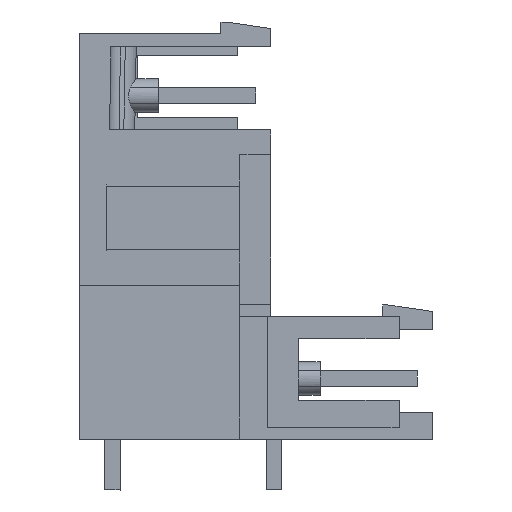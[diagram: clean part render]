
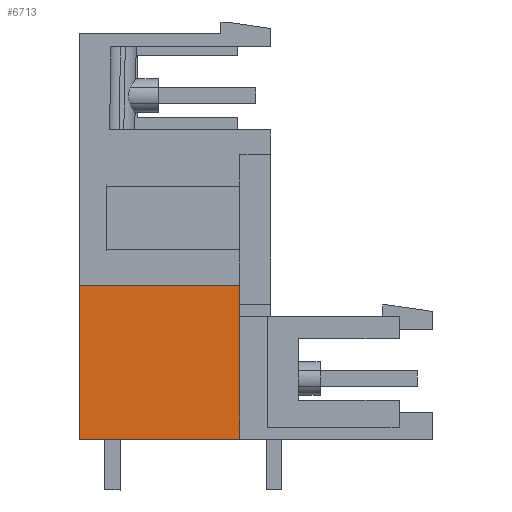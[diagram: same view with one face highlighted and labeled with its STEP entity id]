
A CAD part, left-side view. The second image highlights one B-rep face of the part: STEP entity #6713.
In plain terms, the highlighted planar face has unit normal (-1, 0, 0).
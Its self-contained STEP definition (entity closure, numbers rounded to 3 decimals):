
#6693=AXIS2_PLACEMENT_3D('Plane Axis2P3D',#6690,#6691,#6692) ;
#2929=CARTESIAN_POINT('Vertex',(1.54,12.1,3.2)) ;
#2932=CARTESIAN_POINT('Line Origine',(1.54,17.13,3.2)) ;
#2936=CARTESIAN_POINT('Vertex',(1.54,22.16,3.2)) ;
#6669=CARTESIAN_POINT('Line Origine',(1.54,22.16,8.025)) ;
#6673=CARTESIAN_POINT('Vertex',(1.54,22.16,12.85)) ;
#6690=CARTESIAN_POINT('Axis2P3D Location',(1.54,12.1,3.2)) ;
#6695=CARTESIAN_POINT('Line Origine',(1.54,12.1,8.025)) ;
#6699=CARTESIAN_POINT('Vertex',(1.54,12.1,12.85)) ;
#6702=CARTESIAN_POINT('Line Origine',(1.54,17.13,12.85)) ;
#2933=DIRECTION('Vector Direction',(0.,1.,0.)) ;
#6670=DIRECTION('Vector Direction',(0.,0.,1.)) ;
#6691=DIRECTION('Axis2P3D Direction',(-1.,0.,0.)) ;
#6692=DIRECTION('Axis2P3D XDirection',(0.,0.,1.)) ;
#6696=DIRECTION('Vector Direction',(0.,0.,1.)) ;
#6703=DIRECTION('Vector Direction',(0.,1.,0.)) ;
#2934=VECTOR('Line Direction',#2933,1.) ;
#6671=VECTOR('Line Direction',#6670,1.) ;
#6697=VECTOR('Line Direction',#6696,1.) ;
#6704=VECTOR('Line Direction',#6703,1.) ;
#6708=ORIENTED_EDGE('',*,*,#2938,.F.) ;
#6709=ORIENTED_EDGE('',*,*,#6701,.T.) ;
#6710=ORIENTED_EDGE('',*,*,#6706,.T.) ;
#6711=ORIENTED_EDGE('',*,*,#6675,.F.) ;
#6713=ADVANCED_FACE('HOUSING',(#6712),#6694,.T.) ;
#2938=EDGE_CURVE('',#2930,#2937,#2935,.T.) ;
#6675=EDGE_CURVE('',#2937,#6674,#6672,.T.) ;
#6701=EDGE_CURVE('',#2930,#6700,#6698,.T.) ;
#6706=EDGE_CURVE('',#6700,#6674,#6705,.T.) ;
#6707=EDGE_LOOP('',(#6708,#6709,#6710,#6711)) ;
#6712=FACE_OUTER_BOUND('',#6707,.T.) ;
#2935=LINE('Line',#2932,#2934) ;
#6672=LINE('Line',#6669,#6671) ;
#6698=LINE('Line',#6695,#6697) ;
#6705=LINE('Line',#6702,#6704) ;
#6694=PLANE('',#6693) ;
#2930=VERTEX_POINT('',#2929) ;
#2937=VERTEX_POINT('',#2936) ;
#6674=VERTEX_POINT('',#6673) ;
#6700=VERTEX_POINT('',#6699) ;
